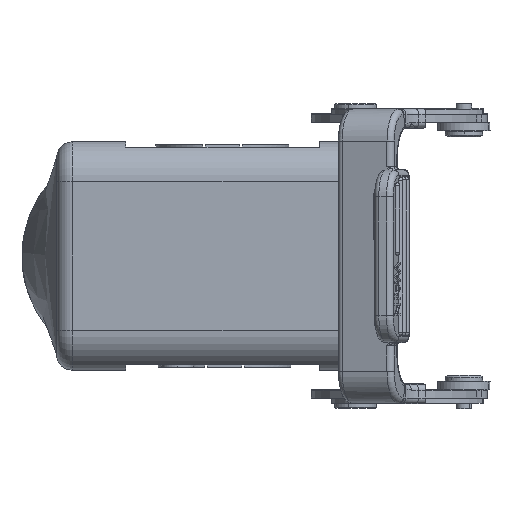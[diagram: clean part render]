
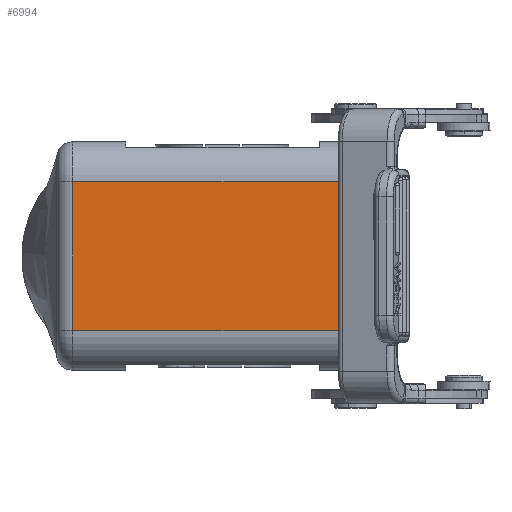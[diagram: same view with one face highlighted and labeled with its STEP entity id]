
A CAD part, left-side view. The second image highlights one B-rep face of the part: STEP entity #6994.
In plain terms, the highlighted planar face has unit normal (-1, 0, 0).
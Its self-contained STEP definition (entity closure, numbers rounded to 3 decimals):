
#1178=DIRECTION('',(0.,1.,0.));
#1179=VECTOR('',#1178,59.5);
#1180=CARTESIAN_POINT('',(-60.,-9.,14.));
#1181=LINE('',#1180,#1179);
#1330=DIRECTION('',(0.,-1.,0.));
#1331=VECTOR('',#1330,59.5);
#1332=CARTESIAN_POINT('',(-60.,50.5,-14.));
#1333=LINE('',#1332,#1331);
#1357=DIRECTION('',(0.,0.,-1.));
#1358=VECTOR('',#1357,28.);
#1359=CARTESIAN_POINT('',(-60.,50.5,14.));
#1360=LINE('',#1359,#1358);
#1380=DIRECTION('',(0.,0.,-1.));
#1381=VECTOR('',#1380,28.);
#1382=CARTESIAN_POINT('',(-60.,-9.,14.));
#1383=LINE('',#1382,#1381);
#4229=CARTESIAN_POINT('',(-60.,-9.,14.));
#4230=VERTEX_POINT('',#4229);
#4231=CARTESIAN_POINT('',(-60.,50.5,14.));
#4232=VERTEX_POINT('',#4231);
#4243=CARTESIAN_POINT('',(-60.,-9.,-14.));
#4244=VERTEX_POINT('',#4243);
#4271=CARTESIAN_POINT('',(-60.,50.5,-14.));
#4272=VERTEX_POINT('',#4271);
#6983=CARTESIAN_POINT('',(-60.,20.75,0.));
#6984=DIRECTION('',(1.,0.,0.));
#6985=DIRECTION('',(0.,0.,1.));
#6986=AXIS2_PLACEMENT_3D('',#6983,#6984,#6985);
#6987=PLANE('',#6986);
#6988=ORIENTED_EDGE('',*,*,#6964,.F.);
#6989=ORIENTED_EDGE('',*,*,#6804,.F.);
#6990=ORIENTED_EDGE('',*,*,#6864,.T.);
#6991=ORIENTED_EDGE('',*,*,#6935,.F.);
#6992=EDGE_LOOP('',(#6988,#6989,#6990,#6991));
#6993=FACE_OUTER_BOUND('',#6992,.F.);
#6994=ADVANCED_FACE('',(#6993),#6987,.F.);
#6804=EDGE_CURVE('',#4230,#4232,#1181,.T.);
#6864=EDGE_CURVE('',#4230,#4244,#1383,.T.);
#6935=EDGE_CURVE('',#4272,#4244,#1333,.T.);
#6964=EDGE_CURVE('',#4232,#4272,#1360,.T.);
